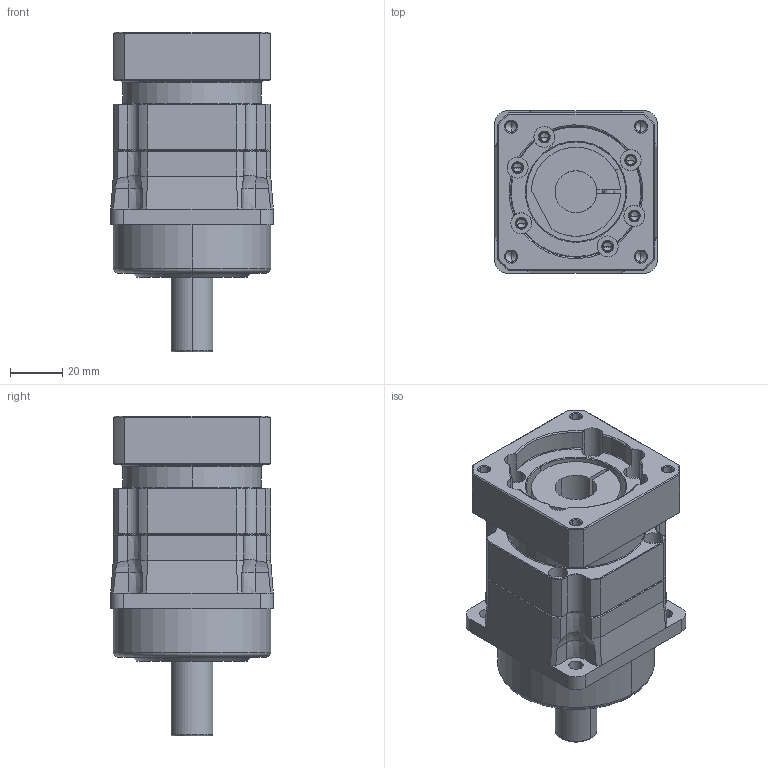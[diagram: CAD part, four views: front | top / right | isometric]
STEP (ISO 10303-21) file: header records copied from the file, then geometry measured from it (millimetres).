
FILE_DESCRIPTION((''),'2;1');
FILE_NAME('AF0601-P0403200503_ASM','2008-09-17T',('d00080'),(''),'PRO/ENGINEER BY PARAMETRIC TECHNOLOGY CORPORATION, 2006170','PRO/ENGINEER BY PARAMETRIC TECHNOLOGY CORPORATION, 2006170','');
FILE_SCHEMA(('CONFIG_CONTROL_DESIGN'));
Length unit declared in the file: millimetre
Products named in the file (4): AF0601; P1301200001; P0403200503; AF0601-P0403200503_ASM
Assembly tree (3 placements, depth 2):
  AF0601-P0403200503_ASM
    AF0601
    P1301200001
    P0403200503
Bounding box: 62 x 62 x 122 mm (x, y, z)
Volume: 233742.7 mm3; surface area: 56022.4 mm2
Topology: 3 solids, 15 shells, 508 faces, 1211 edges, 725 vertices
Faces by surface type: cylinder 189, plane 121, cone 104, torus 62, bspline 32
Entity records: 15850 total; most frequent: CARTESIAN_POINT 3976, DIRECTION 2605, ORIENTED_EDGE 2328, EDGE_CURVE 1189, AXIS2_PLACEMENT_3D 1070, VERTEX_POINT 725, EDGE_LOOP 582, CIRCLE 581
